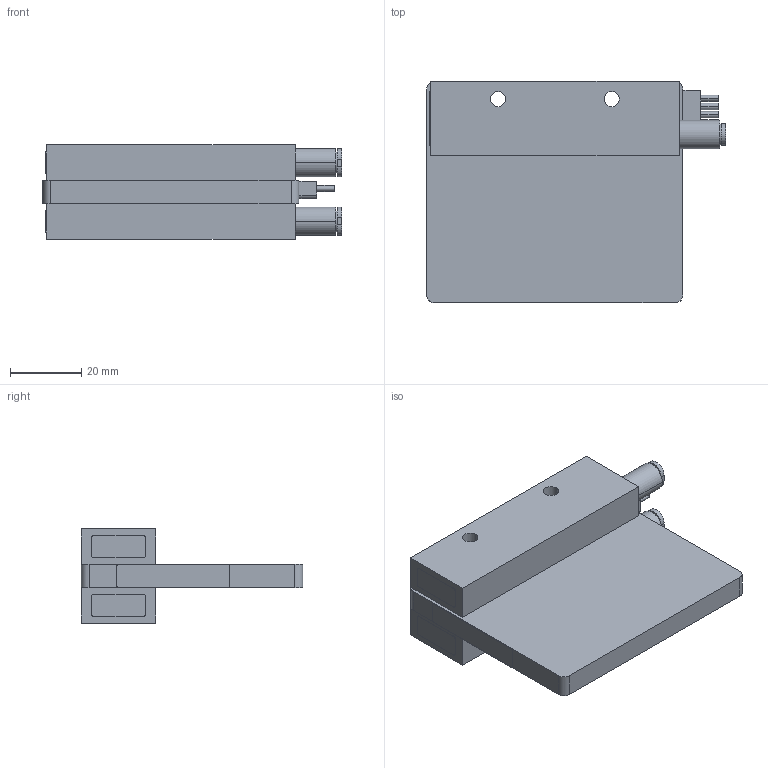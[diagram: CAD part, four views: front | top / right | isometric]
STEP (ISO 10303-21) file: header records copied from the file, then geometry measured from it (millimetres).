
FILE_DESCRIPTION((''),'2;1');
FILE_NAME('1268435-01-COOLED-D01-00-A','2019-03-08T07:38:58',('CH5795'),(''),'CREO PARAMETRIC BY PTC INC, 2017380','CREO PARAMETRIC BY PTC INC, 2017380','');
FILE_SCHEMA(('AUTOMOTIVE_DESIGN { 1 0 10303 214 1 1 1 1 }'));
Length unit declared in the file: millimetre
Products named in the file (1): 1268435-01-COOLED-D01-00-A
Bounding box: 84.1 x 62.3 x 26.5 mm (x, y, z)
Volume: 59102.9 mm3; surface area: 16318.2 mm2
Topology: 1 solids, 1 shells, 107 faces, 258 edges, 168 vertices
Faces by surface type: plane 57, cylinder 50
Entity records: 3529 total; most frequent: DIRECTION 576, CARTESIAN_POINT 535, ORIENTED_EDGE 516, EDGE_CURVE 258, AXIS2_PLACEMENT_3D 211, VERTEX_POINT 168, VECTOR 154, LINE 154
